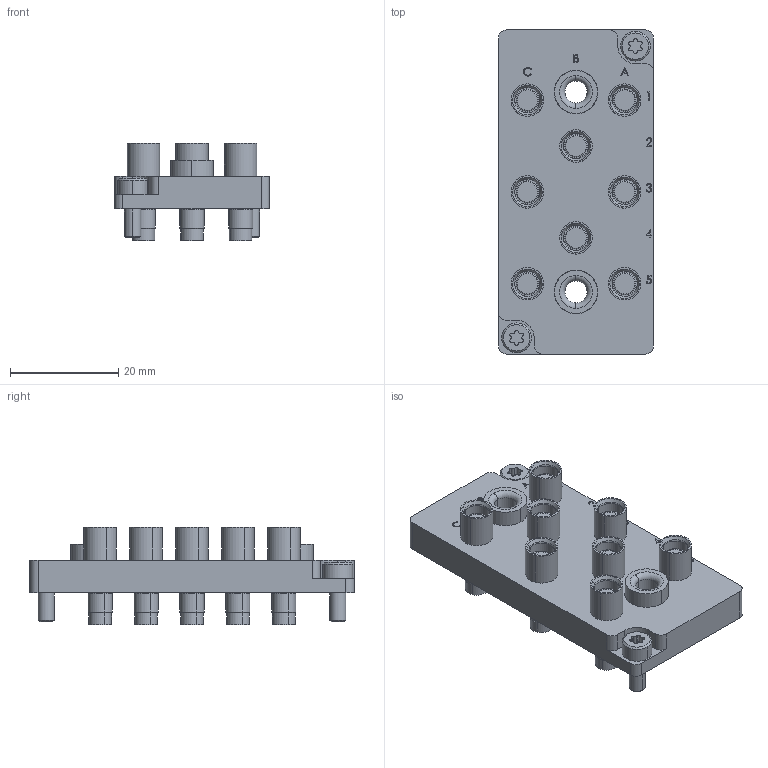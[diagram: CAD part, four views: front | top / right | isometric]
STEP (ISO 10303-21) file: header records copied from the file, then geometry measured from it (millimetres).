
FILE_DESCRIPTION (( 'STEP AP214' ), '1' );
FILE_NAME ('INGUN_42627.STEP', '2023-01-17T10:38:35', ( '' ), ( '' ), 'SwSTEP 2.0', 'SolidWorks 2021', '' );
FILE_SCHEMA (( 'AUTOMOTIVE_DESIGN' ));
Length unit declared in the file: millimetre
Products named in the file (7): 3357~0; 42626~1_S; SB-860Z__ADA~sb_S; 42626~1; DIN912~n_M03,0x008; INFO_4628~0_S; INGUN_42627
Assembly tree (15 placements, depth 3):
  INGUN_42627
    42626~1_S
      42626~1
      INFO_4628~0_S
    DIN912~n_M03,0x008  x2
    3357~0  x2
    SB-860Z__ADA~sb_S  x8
Bounding box: 28.7 x 60 x 18 mm (x, y, z)
Volume: 11765.4 mm3; surface area: 9741.4 mm2
Topology: 29 solids, 29 shells, 2028 faces, 5592 edges, 3668 vertices
Faces by surface type: plane 1114, cylinder 708, cone 140, bspline 46, torus 20
Entity records: 16944 total; most frequent: CARTESIAN_POINT 5990, ORIENTED_EDGE 2344, DIRECTION 1974, EDGE_CURVE 1172, VERTEX_POINT 770, AXIS2_PLACEMENT_3D 722, VECTOR 530, LINE 530
